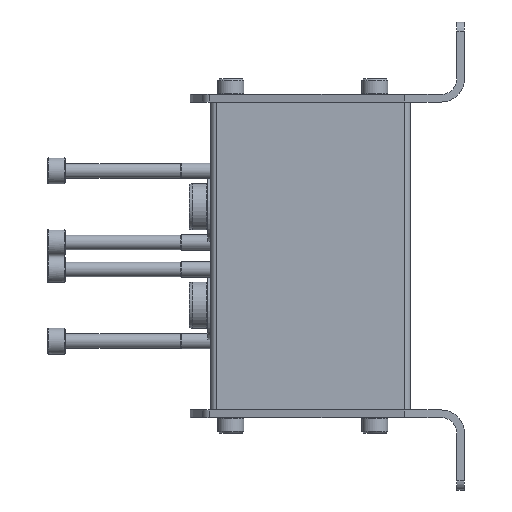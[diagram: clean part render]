
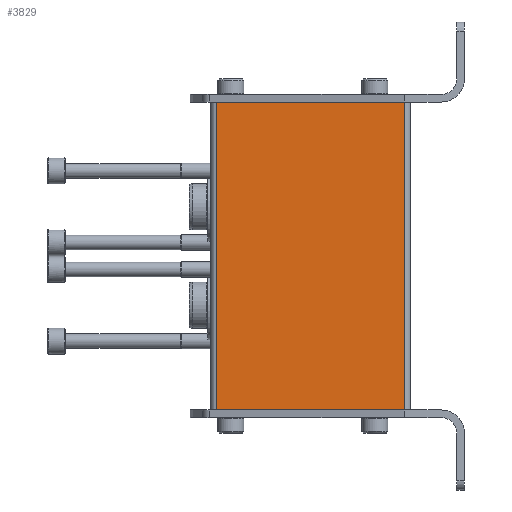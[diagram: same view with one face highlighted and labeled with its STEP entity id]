
A CAD part, left-side view. The second image highlights one B-rep face of the part: STEP entity #3829.
In plain terms, the highlighted planar face has unit normal (-1, 0, 0).
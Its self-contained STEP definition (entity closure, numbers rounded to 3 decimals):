
#178=LINE('',#6002,#416);
#179=LINE('',#6005,#417);
#180=LINE('',#6007,#418);
#181=LINE('',#6009,#419);
#416=VECTOR('',#4685,1000.);
#417=VECTOR('',#4686,1000.);
#418=VECTOR('',#4687,1000.);
#419=VECTOR('',#4688,1000.);
#654=PLANE('',#4158);
#1016=ORIENTED_EDGE('',*,*,#2038,.F.);
#1017=ORIENTED_EDGE('',*,*,#2039,.F.);
#1018=ORIENTED_EDGE('',*,*,#2040,.T.);
#1019=ORIENTED_EDGE('',*,*,#2041,.T.);
#2038=EDGE_CURVE('',#2549,#2550,#178,.T.);
#2039=EDGE_CURVE('',#2551,#2549,#179,.T.);
#2040=EDGE_CURVE('',#2551,#2552,#180,.T.);
#2041=EDGE_CURVE('',#2552,#2550,#181,.T.);
#2549=VERTEX_POINT('',#6003);
#2550=VERTEX_POINT('',#6004);
#2551=VERTEX_POINT('',#6006);
#2552=VERTEX_POINT('',#6008);
#2960=EDGE_LOOP('',(#1016,#1017,#1018,#1019));
#3346=FACE_BOUND('',#2960,.T.);
#3829=ADVANCED_FACE('',(#3346),#654,.T.);
#4158=AXIS2_PLACEMENT_3D('',#6001,#4683,#4684);
#4683=DIRECTION('',(-1.,0.,0.));
#4684=DIRECTION('',(0.,0.,1.));
#4685=DIRECTION('',(0.,-1.,0.));
#4686=DIRECTION('',(0.,0.,1.));
#4687=DIRECTION('',(0.,-1.,0.));
#4688=DIRECTION('',(0.,0.,1.));
#6001=CARTESIAN_POINT('',(-17.,28.,-100.));
#6002=CARTESIAN_POINT('',(-17.,28.,0.));
#6003=CARTESIAN_POINT('',(-17.,28.,0.));
#6004=CARTESIAN_POINT('',(-17.,-33.,0.));
#6005=CARTESIAN_POINT('',(-17.,28.,-100.));
#6006=CARTESIAN_POINT('',(-17.,28.,-100.));
#6007=CARTESIAN_POINT('',(-17.,28.,-100.));
#6008=CARTESIAN_POINT('',(-17.,-33.,-100.));
#6009=CARTESIAN_POINT('',(-17.,-33.,-100.));
